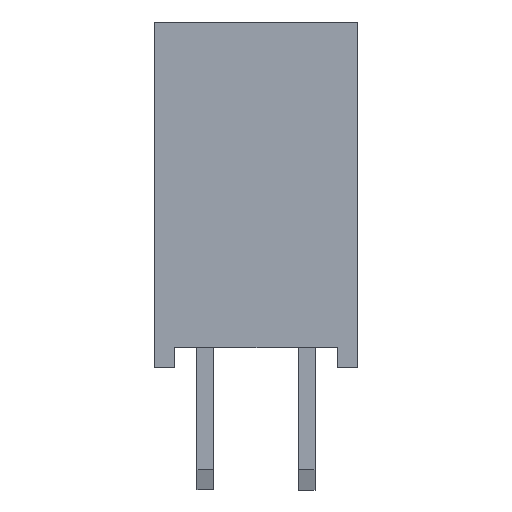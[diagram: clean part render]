
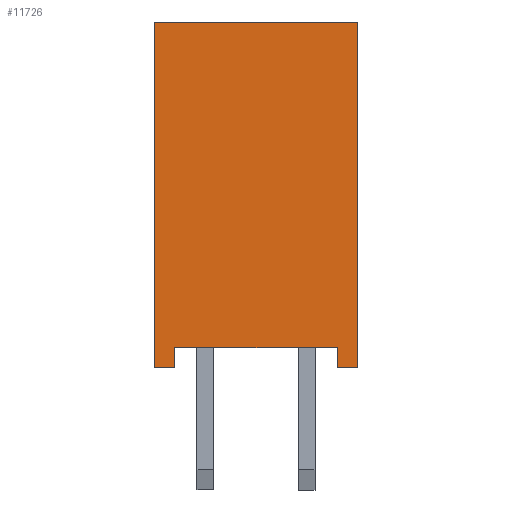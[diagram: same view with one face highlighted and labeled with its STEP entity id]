
A CAD part, left-side view. The second image highlights one B-rep face of the part: STEP entity #11726.
In plain terms, the highlighted planar face has unit normal (-1, 0, 0).
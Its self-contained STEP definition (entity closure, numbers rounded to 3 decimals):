
#384=FACE_OUTER_BOUND('',#1076,.T.);
#1076=EDGE_LOOP('',(#8333,#8334,#8335,#8336,#8337,#8338,#8339,#8340));
#1834=LINE('',#16189,#3486);
#2013=LINE('',#16546,#3665);
#2081=LINE('',#16660,#3733);
#2083=LINE('',#16664,#3735);
#2085=LINE('',#16668,#3737);
#2175=LINE('',#16848,#3827);
#2177=LINE('',#16852,#3829);
#2244=LINE('',#16964,#3896);
#3486=VECTOR('',#13138,4.);
#3665=VECTOR('',#13319,0.5);
#3733=VECTOR('',#13389,0.5);
#3735=VECTOR('',#13393,8.5);
#3737=VECTOR('',#13397,5.);
#3827=VECTOR('',#13489,8.5);
#3829=VECTOR('',#13493,0.5);
#3896=VECTOR('',#13562,0.5);
#5137=VERTEX_POINT('',#16186);
#5138=VERTEX_POINT('',#16188);
#5315=VERTEX_POINT('',#16544);
#5360=VERTEX_POINT('',#16658);
#5361=VERTEX_POINT('',#16662);
#5362=VERTEX_POINT('',#16666);
#5451=VERTEX_POINT('',#16846);
#5452=VERTEX_POINT('',#16850);
#6210=EDGE_CURVE('',#5137,#5138,#1834,.T.);
#6389=EDGE_CURVE('',#5315,#5137,#2013,.T.);
#6457=EDGE_CURVE('',#5360,#5315,#2081,.T.);
#6459=EDGE_CURVE('',#5361,#5360,#2083,.T.);
#6461=EDGE_CURVE('',#5362,#5361,#2085,.T.);
#6551=EDGE_CURVE('',#5451,#5362,#2175,.T.);
#6553=EDGE_CURVE('',#5452,#5451,#2177,.T.);
#6620=EDGE_CURVE('',#5452,#5138,#2244,.T.);
#8333=ORIENTED_EDGE('',*,*,#6389,.F.);
#8334=ORIENTED_EDGE('',*,*,#6457,.F.);
#8335=ORIENTED_EDGE('',*,*,#6459,.F.);
#8336=ORIENTED_EDGE('',*,*,#6461,.F.);
#8337=ORIENTED_EDGE('',*,*,#6551,.F.);
#8338=ORIENTED_EDGE('',*,*,#6553,.F.);
#8339=ORIENTED_EDGE('',*,*,#6620,.T.);
#8340=ORIENTED_EDGE('',*,*,#6210,.F.);
#11078=PLANE('',#12390);
#11726=ADVANCED_FACE('',(#384),#11078,.F.);
#12390=AXIS2_PLACEMENT_3D('',#16965,#13563,#13564);
#13138=DIRECTION('',(0.,0.,-1.));
#13319=DIRECTION('',(0.,1.,0.));
#13389=DIRECTION('',(0.,0.,-1.));
#13393=DIRECTION('',(0.,-1.,0.));
#13397=DIRECTION('',(0.,0.,1.));
#13489=DIRECTION('',(0.,1.,0.));
#13493=DIRECTION('',(0.,0.,-1.));
#13562=DIRECTION('',(0.,1.,0.));
#13563=DIRECTION('center_axis',(1.,0.,0.));
#13564=DIRECTION('ref_axis',(0.,0.,-1.));
#16186=CARTESIAN_POINT('',(-38.35,0.5,2.));
#16188=CARTESIAN_POINT('',(-38.35,0.5,-2.));
#16189=CARTESIAN_POINT('',(-38.35,0.5,2.));
#16544=CARTESIAN_POINT('',(-38.35,0.,2.));
#16546=CARTESIAN_POINT('',(-38.35,0.,2.));
#16658=CARTESIAN_POINT('',(-38.35,0.,2.5));
#16660=CARTESIAN_POINT('',(-38.35,0.,2.5));
#16662=CARTESIAN_POINT('',(-38.35,8.5,2.5));
#16664=CARTESIAN_POINT('',(-38.35,8.5,2.5));
#16666=CARTESIAN_POINT('',(-38.35,8.5,-2.5));
#16668=CARTESIAN_POINT('',(-38.35,8.5,-2.5));
#16846=CARTESIAN_POINT('',(-38.35,0.,-2.5));
#16848=CARTESIAN_POINT('',(-38.35,0.,-2.5));
#16850=CARTESIAN_POINT('',(-38.35,0.,-2.));
#16852=CARTESIAN_POINT('',(-38.35,0.,-2.));
#16964=CARTESIAN_POINT('',(-38.35,0.,-2.));
#16965=CARTESIAN_POINT('Origin',(-38.35,0.,0.));
